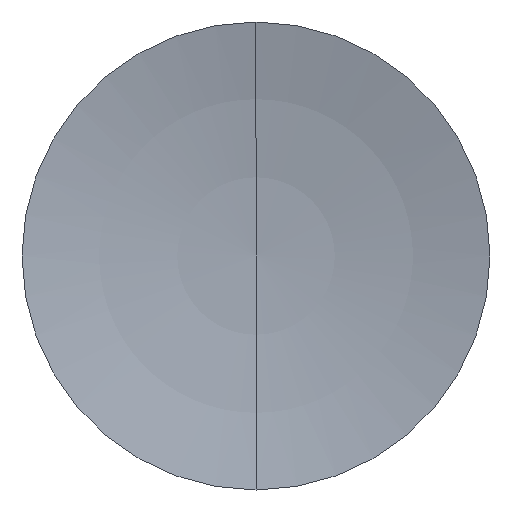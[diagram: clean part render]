
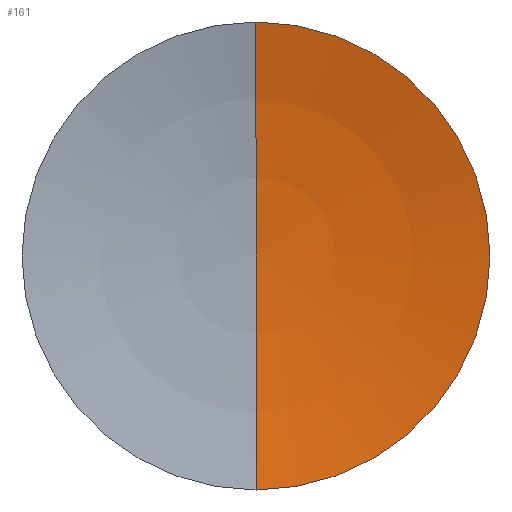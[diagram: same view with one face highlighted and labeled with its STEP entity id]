
A CAD part, left-side view. The second image highlights one B-rep face of the part: STEP entity #161.
In plain terms, the highlighted toroidal (fillet/blend) face has major radius 0.013 mm and minor radius 64.55 mm.
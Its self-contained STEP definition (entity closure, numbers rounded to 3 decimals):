
#13 = DIRECTION ( 'NONE',  ( 0., 1., 0. ) ) ;
#15 = CARTESIAN_POINT ( 'NONE',  ( -4.27, 0., -15. ) ) ;
#19 = AXIS2_PLACEMENT_3D ( 'NONE', #119, #55, #133 ) ;
#21 = ORIENTED_EDGE ( 'NONE', *, *, #77, .T. ) ;
#36 = ORIENTED_EDGE ( 'NONE', *, *, #121, .F. ) ;
#39 = DIRECTION ( 'NONE',  ( 1., 0., 0. ) ) ;
#45 = DIRECTION ( 'NONE',  ( 0., 0., 1. ) ) ;
#46 = DIRECTION ( 'NONE',  ( 0., 0., -1. ) ) ;
#52 = EDGE_LOOP ( 'NONE', ( #150, #21, #36 ) ) ;
#55 = DIRECTION ( 'NONE',  ( 1., 0., 0. ) ) ;
#57 = CIRCLE ( 'NONE', #176, 64.55 ) ;
#62 = DIRECTION ( 'NONE',  ( 0., -1., 0. ) ) ;
#68 = AXIS2_PLACEMENT_3D ( 'NONE', #105, #39, #118 ) ;
#73 = CARTESIAN_POINT ( 'NONE',  ( -4.27, 0., 15. ) ) ;
#75 = CARTESIAN_POINT ( 'NONE',  ( -67.05, 0., 0.012 ) ) ;
#77 = EDGE_CURVE ( 'NONE', #85, #181, #57, .T. ) ;
#78 = TOROIDAL_SURFACE ( 'NONE', #68, -0.012, 64.55 ) ;
#85 = VERTEX_POINT ( 'NONE', #73 ) ;
#87 = CARTESIAN_POINT ( 'NONE',  ( -2.5, 0., 0. ) ) ;
#92 = CARTESIAN_POINT ( 'NONE',  ( -67.05, 0., -0.012 ) ) ;
#105 = CARTESIAN_POINT ( 'NONE',  ( -67.05, 0., 0. ) ) ;
#116 = VERTEX_POINT ( 'NONE', #15 ) ;
#117 = CIRCLE ( 'NONE', #19, 15. ) ;
#118 = DIRECTION ( 'NONE',  ( 0., 0., -1. ) ) ;
#119 = CARTESIAN_POINT ( 'NONE',  ( -4.27, 0., 0. ) ) ;
#121 = EDGE_CURVE ( 'NONE', #116, #181, #152, .T. ) ;
#126 = AXIS2_PLACEMENT_3D ( 'NONE', #75, #62, #46 ) ;
#133 = DIRECTION ( 'NONE',  ( 0., 0., -1. ) ) ;
#150 = ORIENTED_EDGE ( 'NONE', *, *, #192, .F. ) ;
#152 = CIRCLE ( 'NONE', #126, 64.55 ) ;
#155 = FACE_OUTER_BOUND ( 'NONE', #52, .T. ) ;
#161 = ADVANCED_FACE ( 'NONE', ( #155 ), #78, .F. ) ;
#176 = AXIS2_PLACEMENT_3D ( 'NONE', #92, #13, #45 ) ;
#181 = VERTEX_POINT ( 'NONE', #87 ) ;
#192 = EDGE_CURVE ( 'NONE', #85, #116, #117, .T. ) ;
